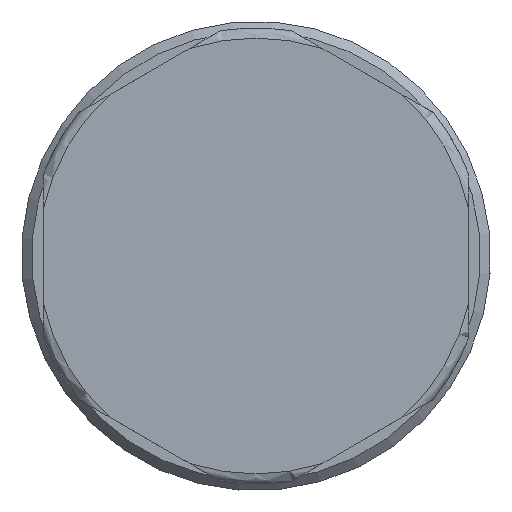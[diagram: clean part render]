
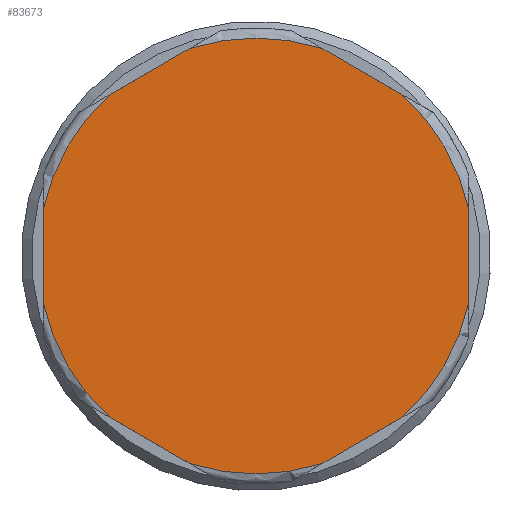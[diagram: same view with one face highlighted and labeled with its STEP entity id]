
A CAD part, left-side view. The second image highlights one B-rep face of the part: STEP entity #83673.
In plain terms, the highlighted planar face has unit normal (-1, 0, 0).
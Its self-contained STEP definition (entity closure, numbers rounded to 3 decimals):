
#82351=CARTESIAN_POINT('',(0.0,7.246,-7.941));
#82352=VERTEX_POINT('',#82351);
#82353=CARTESIAN_POINT('',(0.0,3.254,-10.246));
#82354=VERTEX_POINT('',#82353);
#82355=CARTESIAN_POINT('',(0.,7.246,-7.941));
#82356=DIRECTION('',(0.0,-0.866,-0.5));
#82357=VECTOR('',#82356,4.61);
#82358=LINE('',#82355,#82357);
#82359=EDGE_CURVE('',#82352,#82354,#82358,.T.);
#82483=CARTESIAN_POINT('',(0.0,-3.254,-10.246));
#82484=VERTEX_POINT('',#82483);
#82485=CARTESIAN_POINT('',(0.0,-7.246,-7.941));
#82486=VERTEX_POINT('',#82485);
#82487=CARTESIAN_POINT('',(0.,-3.254,-10.246));
#82488=DIRECTION('',(0.0,-0.866,0.5));
#82489=VECTOR('',#82488,4.61);
#82490=LINE('',#82487,#82489);
#82491=EDGE_CURVE('',#82484,#82486,#82490,.T.);
#82615=CARTESIAN_POINT('',(0.0,-10.5,-2.305));
#82616=VERTEX_POINT('',#82615);
#82617=CARTESIAN_POINT('',(0.0,-10.5,2.305));
#82618=VERTEX_POINT('',#82617);
#82619=CARTESIAN_POINT('',(0.,-10.5,-2.305));
#82620=DIRECTION('',(0.0,0.0,1.0));
#82621=VECTOR('',#82620,4.61);
#82622=LINE('',#82619,#82621);
#82623=EDGE_CURVE('',#82616,#82618,#82622,.T.);
#82747=CARTESIAN_POINT('',(0.0,-7.246,7.941));
#82748=VERTEX_POINT('',#82747);
#82749=CARTESIAN_POINT('',(0.0,-3.254,10.246));
#82750=VERTEX_POINT('',#82749);
#82751=CARTESIAN_POINT('',(0.,-7.246,7.941));
#82752=DIRECTION('',(0.0,0.866,0.5));
#82753=VECTOR('',#82752,4.61);
#82754=LINE('',#82751,#82753);
#82755=EDGE_CURVE('',#82748,#82750,#82754,.T.);
#82879=CARTESIAN_POINT('',(0.0,3.254,10.246));
#82880=VERTEX_POINT('',#82879);
#82881=CARTESIAN_POINT('',(0.0,7.246,7.941));
#82882=VERTEX_POINT('',#82881);
#82883=CARTESIAN_POINT('',(0.,3.254,10.246));
#82884=DIRECTION('',(0.0,0.866,-0.5));
#82885=VECTOR('',#82884,4.61);
#82886=LINE('',#82883,#82885);
#82887=EDGE_CURVE('',#82880,#82882,#82886,.T.);
#83426=CARTESIAN_POINT('',(0.0,10.5,-2.305));
#83427=VERTEX_POINT('',#83426);
#83428=CARTESIAN_POINT('',(0.0,0.0,0.0));
#83429=DIRECTION('',(1.0,0.0,0.0));
#83430=DIRECTION('',(0.0,1.0,0.0));
#83431=AXIS2_PLACEMENT_3D('',#83428,#83429,#83430);
#83432=CIRCLE('',#83431,10.75);
#83433=EDGE_CURVE('',#82352,#83427,#83432,.T.);
#83461=CARTESIAN_POINT('',(0.0,10.5,2.305));
#83462=VERTEX_POINT('',#83461);
#83478=CARTESIAN_POINT('',(0.0,0.0,0.0));
#83479=DIRECTION('',(1.0,0.0,0.0));
#83480=DIRECTION('',(0.0,1.0,0.0));
#83481=AXIS2_PLACEMENT_3D('',#83478,#83479,#83480);
#83482=CIRCLE('',#83481,10.75);
#83483=EDGE_CURVE('',#83462,#82882,#83482,.T.);
#83496=CARTESIAN_POINT('',(0.0,0.0,0.0));
#83497=DIRECTION('',(1.0,0.0,0.0));
#83498=DIRECTION('',(0.0,1.0,0.0));
#83499=AXIS2_PLACEMENT_3D('',#83496,#83497,#83498);
#83500=CIRCLE('',#83499,10.75);
#83501=EDGE_CURVE('',#82880,#82750,#83500,.T.);
#83514=CARTESIAN_POINT('',(0.0,0.0,0.0));
#83515=DIRECTION('',(1.0,0.0,0.0));
#83516=DIRECTION('',(0.0,1.0,0.0));
#83517=AXIS2_PLACEMENT_3D('',#83514,#83515,#83516);
#83518=CIRCLE('',#83517,10.75);
#83519=EDGE_CURVE('',#82748,#82618,#83518,.T.);
#83532=CARTESIAN_POINT('',(0.0,0.0,0.0));
#83533=DIRECTION('',(1.0,0.0,0.0));
#83534=DIRECTION('',(0.0,1.0,0.0));
#83535=AXIS2_PLACEMENT_3D('',#83532,#83533,#83534);
#83536=CIRCLE('',#83535,10.75);
#83537=EDGE_CURVE('',#82616,#82486,#83536,.T.);
#83547=CARTESIAN_POINT('',(0.,10.5,2.305));
#83548=DIRECTION('',(0.0,0.0,-1.0));
#83549=VECTOR('',#83548,4.61);
#83550=LINE('',#83547,#83549);
#83551=EDGE_CURVE('',#83462,#83427,#83550,.T.);
#83648=CARTESIAN_POINT('',(0.,8.55,0.0));
#83649=DIRECTION('',(-1.0,0.0,0.0));
#83650=DIRECTION('',(0.0,0.0,1.0));
#83651=AXIS2_PLACEMENT_3D('',#83648,#83649,#83650);
#83652=PLANE('',#83651);
#83653=ORIENTED_EDGE('',*,*,#82359,.T.);
#83654=CARTESIAN_POINT('',(0.0,0.0,0.0));
#83655=DIRECTION('',(1.0,0.0,0.0));
#83656=DIRECTION('',(0.0,1.0,0.0));
#83657=AXIS2_PLACEMENT_3D('',#83654,#83655,#83656);
#83658=CIRCLE('',#83657,10.75);
#83659=EDGE_CURVE('',#82484,#82354,#83658,.T.);
#83660=ORIENTED_EDGE('',*,*,#83659,.F.);
#83661=ORIENTED_EDGE('',*,*,#82491,.T.);
#83662=ORIENTED_EDGE('',*,*,#83537,.F.);
#83663=ORIENTED_EDGE('',*,*,#82623,.T.);
#83664=ORIENTED_EDGE('',*,*,#83519,.F.);
#83665=ORIENTED_EDGE('',*,*,#82755,.T.);
#83666=ORIENTED_EDGE('',*,*,#83501,.F.);
#83667=ORIENTED_EDGE('',*,*,#82887,.T.);
#83668=ORIENTED_EDGE('',*,*,#83483,.F.);
#83669=ORIENTED_EDGE('',*,*,#83551,.T.);
#83670=ORIENTED_EDGE('',*,*,#83433,.F.);
#83671=EDGE_LOOP('',(#83653,#83660,#83661,#83662,#83663,#83664,#83665,#83666,#83667,#83668,#83669,#83670));
#83672=FACE_OUTER_BOUND('',#83671,.T.);
#83673=ADVANCED_FACE('',(#83672),#83652,.T.);
